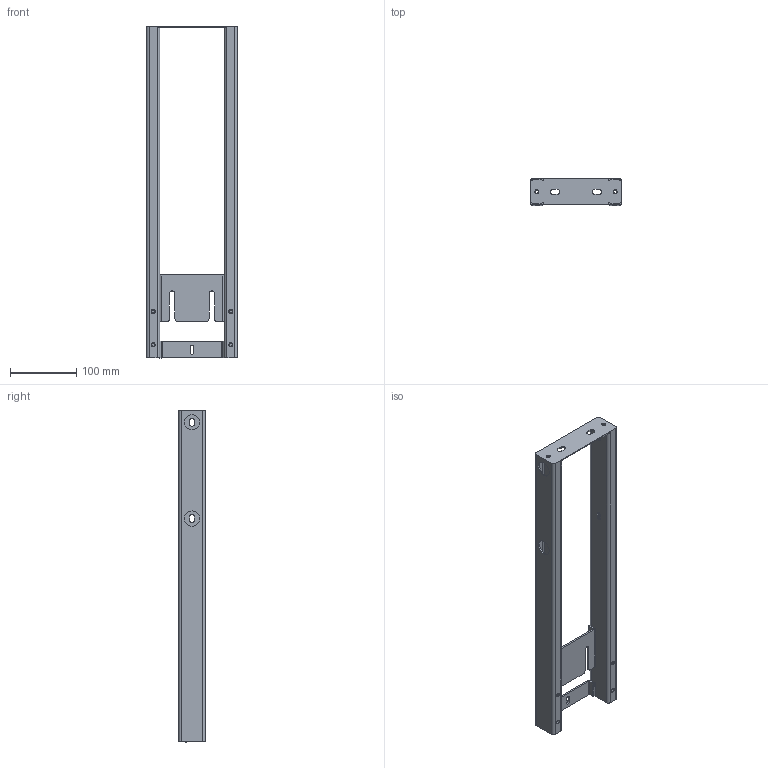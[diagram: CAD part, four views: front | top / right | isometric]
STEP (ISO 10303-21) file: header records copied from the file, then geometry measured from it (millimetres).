
FILE_DESCRIPTION((''),'2;1');
FILE_NAME('JC35TS-0525','2021-01-04T15:06:57',('Administrator'),('捷昌驱动'),'CREO PARAMETRIC BY PTC INC, 2018100','CREO PARAMETRIC BY PTC INC, 2018100','');
FILE_SCHEMA(('CONFIG_CONTROL_DESIGN'));
Length unit declared in the file: millimetre
Products named in the file (1): JC35TS-0525
Bounding box: 137 x 40 x 500 mm (x, y, z)
Volume: 249955 mm3; surface area: 242910 mm2
Topology: 1 solids, 11 shells, 154 faces, 458 edges, 310 vertices
Faces by surface type: cylinder 78, plane 72, torus 4
Entity records: 5331 total; most frequent: DIRECTION 940, CARTESIAN_POINT 923, ORIENTED_EDGE 876, EDGE_CURVE 458, AXIS2_PLACEMENT_3D 327, VERTEX_POINT 310, VECTOR 286, LINE 286
